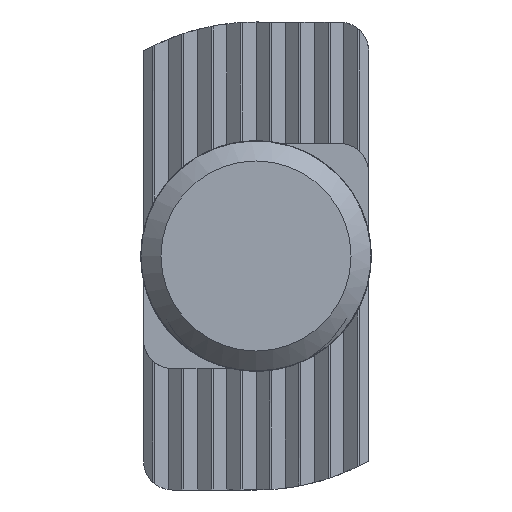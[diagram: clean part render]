
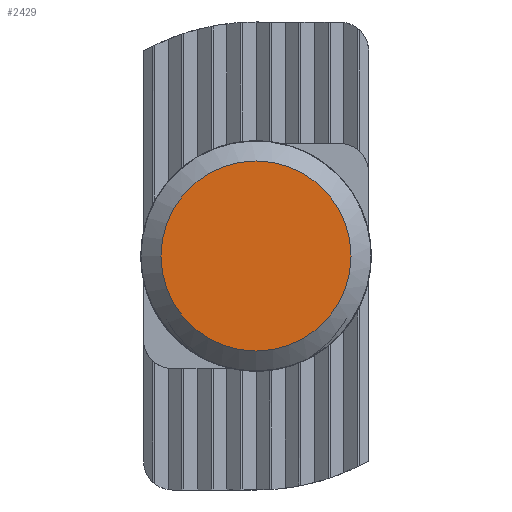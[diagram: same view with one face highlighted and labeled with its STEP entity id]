
A CAD part, left-side view. The second image highlights one B-rep face of the part: STEP entity #2429.
In plain terms, the highlighted face is planar.
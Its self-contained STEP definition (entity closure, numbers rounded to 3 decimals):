
#74=PLANE('',#2582);
#183=FACE_OUTER_BOUND('',#315,.T.);
#315=EDGE_LOOP('',(#1891));
#390=CIRCLE('',#2581,3.25);
#1007=VERTEX_POINT('',#7382);
#1323=EDGE_CURVE('',#1007,#1007,#390,.T.);
#1891=ORIENTED_EDGE('',*,*,#1323,.F.);
#2429=ADVANCED_FACE('',(#183),#74,.F.);
#2581=AXIS2_PLACEMENT_3D('',#7383,#2918,#2919);
#2582=AXIS2_PLACEMENT_3D('',#7385,#2921,#2922);
#2918=DIRECTION('center_axis',(0.,-1.,0.));
#2919=DIRECTION('ref_axis',(0.,0.,1.));
#2921=DIRECTION('center_axis',(0.,-1.,0.));
#2922=DIRECTION('ref_axis',(0.,0.,-1.));
#7382=CARTESIAN_POINT('',(0.,40.,-3.25));
#7383=CARTESIAN_POINT('Origin',(0.,40.,0.));
#7385=CARTESIAN_POINT('Origin',(3.233,40.,0.));
